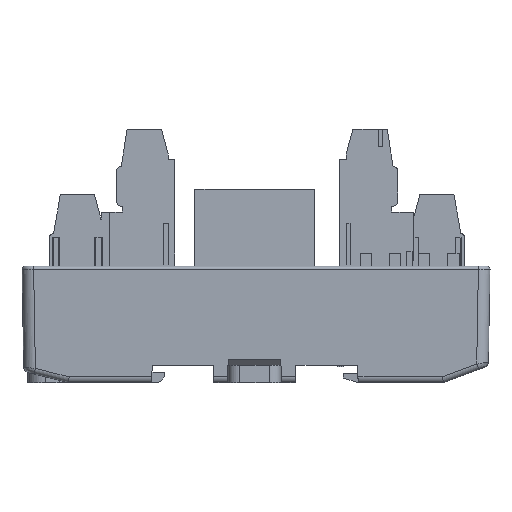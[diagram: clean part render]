
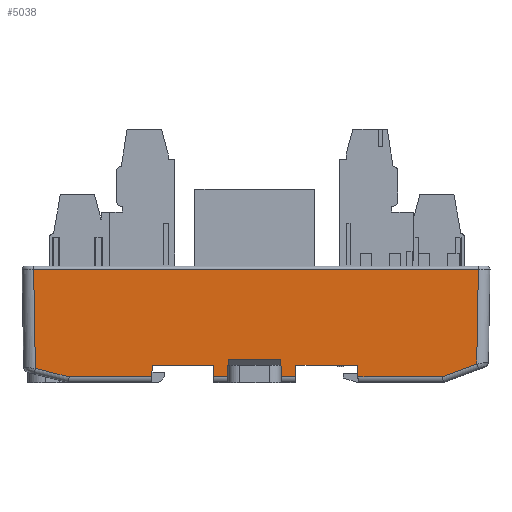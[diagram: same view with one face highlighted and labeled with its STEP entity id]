
A CAD part, left-side view. The second image highlights one B-rep face of the part: STEP entity #5038.
In plain terms, the highlighted planar face has unit normal (-1, 0, -0.018).
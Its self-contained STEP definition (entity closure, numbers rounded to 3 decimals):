
#2818=FACE_OUTER_BOUND('',#10149,.T.);
#5038=ADVANCED_FACE('',(#2818),#7380,.T.);
#7380=PLANE('',#45507);
#10149=EDGE_LOOP('',(#13265,#13266,#13267,#13268,#13269,#13270,#13271,#13272,
#13273,#13274,#13275,#13276,#13277,#13278,#13279,#13280,#13281,#13282));
#13265=ORIENTED_EDGE('',*,*,#29984,.T.);
#13266=ORIENTED_EDGE('',*,*,#29985,.T.);
#13267=ORIENTED_EDGE('',*,*,#29986,.T.);
#13268=ORIENTED_EDGE('',*,*,#29987,.T.);
#13269=ORIENTED_EDGE('',*,*,#29988,.T.);
#13270=ORIENTED_EDGE('',*,*,#29989,.T.);
#13271=ORIENTED_EDGE('',*,*,#29869,.F.);
#13272=ORIENTED_EDGE('',*,*,#29990,.F.);
#13273=ORIENTED_EDGE('',*,*,#29991,.T.);
#13274=ORIENTED_EDGE('',*,*,#29926,.F.);
#13275=ORIENTED_EDGE('',*,*,#29992,.T.);
#13276=ORIENTED_EDGE('',*,*,#29941,.F.);
#13277=ORIENTED_EDGE('',*,*,#29993,.T.);
#13278=ORIENTED_EDGE('',*,*,#29994,.T.);
#13279=ORIENTED_EDGE('',*,*,#29943,.F.);
#13280=ORIENTED_EDGE('',*,*,#29906,.T.);
#13281=ORIENTED_EDGE('',*,*,#29995,.T.);
#13282=ORIENTED_EDGE('',*,*,#29996,.T.);
#25646=VERTEX_POINT('',#60289);
#25653=VERTEX_POINT('',#60302);
#25675=VERTEX_POINT('',#60362);
#25687=VERTEX_POINT('',#60386);
#25705=VERTEX_POINT('',#60427);
#25706=VERTEX_POINT('',#60429);
#25709=VERTEX_POINT('',#60437);
#25720=VERTEX_POINT('',#60458);
#25722=VERTEX_POINT('',#60464);
#25756=VERTEX_POINT('',#60554);
#25757=VERTEX_POINT('',#60555);
#25758=VERTEX_POINT('',#60557);
#25759=VERTEX_POINT('',#60559);
#25760=VERTEX_POINT('',#60561);
#25761=VERTEX_POINT('',#60563);
#25762=VERTEX_POINT('',#60566);
#25763=VERTEX_POINT('',#60570);
#25764=VERTEX_POINT('',#60573);
#29869=EDGE_CURVE('',#25653,#25646,#36178,.T.);
#29906=EDGE_CURVE('',#25675,#25687,#36210,.T.);
#29926=EDGE_CURVE('',#25705,#25706,#36229,.T.);
#29941=EDGE_CURVE('',#25720,#25709,#36241,.T.);
#29943=EDGE_CURVE('',#25675,#25722,#36243,.T.);
#29984=EDGE_CURVE('',#25756,#25757,#36280,.T.);
#29985=EDGE_CURVE('',#25757,#25758,#36281,.T.);
#29986=EDGE_CURVE('',#25758,#25759,#36282,.T.);
#29987=EDGE_CURVE('',#25759,#25760,#36283,.T.);
#29988=EDGE_CURVE('',#25760,#25761,#36284,.T.);
#29989=EDGE_CURVE('',#25761,#25646,#36285,.T.);
#29990=EDGE_CURVE('',#25762,#25653,#36286,.T.);
#29991=EDGE_CURVE('',#25762,#25706,#36287,.T.);
#29992=EDGE_CURVE('',#25705,#25709,#36288,.T.);
#29993=EDGE_CURVE('',#25720,#25763,#36289,.T.);
#29994=EDGE_CURVE('',#25763,#25722,#36290,.T.);
#29995=EDGE_CURVE('',#25687,#25764,#36291,.T.);
#29996=EDGE_CURVE('',#25764,#25756,#36292,.T.);
#36178=LINE('',#60303,#40944);
#36210=LINE('',#60387,#40976);
#36229=LINE('',#60428,#40995);
#36241=LINE('',#60459,#41007);
#36243=LINE('',#60463,#41009);
#36280=LINE('',#60553,#41046);
#36281=LINE('',#60556,#41047);
#36282=LINE('',#60558,#41048);
#36283=LINE('',#60560,#41049);
#36284=LINE('',#60562,#41050);
#36285=LINE('',#60564,#41051);
#36286=LINE('',#60565,#41052);
#36287=LINE('',#60567,#41053);
#36288=LINE('',#60568,#41054);
#36289=LINE('',#60569,#41055);
#36290=LINE('',#60571,#41056);
#36291=LINE('',#60572,#41057);
#36292=LINE('',#60574,#41058);
#40944=VECTOR('',#48951,1.);
#40976=VECTOR('',#49003,1.);
#40995=VECTOR('',#49030,1.);
#41007=VECTOR('',#49050,1.);
#41009=VECTOR('',#49054,1.);
#41046=VECTOR('',#49097,1.);
#41047=VECTOR('',#49098,1.);
#41048=VECTOR('',#49099,1.);
#41049=VECTOR('',#49100,1.);
#41050=VECTOR('',#49101,1.);
#41051=VECTOR('',#49102,1.);
#41052=VECTOR('',#49103,1.);
#41053=VECTOR('',#49104,1.);
#41054=VECTOR('',#49105,1.);
#41055=VECTOR('',#49106,1.);
#41056=VECTOR('',#49107,1.);
#41057=VECTOR('',#49108,1.);
#41058=VECTOR('',#49109,1.);
#45507=AXIS2_PLACEMENT_3D('',#60575,#49110,#49111);
#48951=DIRECTION('',(0.,1.,0.));
#49003=DIRECTION('',(0.017,-0.017,-1.));
#49030=DIRECTION('',(0.017,0.035,-0.999));
#49050=DIRECTION('',(-0.017,0.035,0.999));
#49054=DIRECTION('',(0.,1.,0.));
#49097=DIRECTION('',(-0.017,-0.017,1.));
#49098=DIRECTION('',(0.,1.,0.));
#49099=DIRECTION('',(0.017,-0.017,-1.));
#49100=DIRECTION('',(0.004,-0.97,-0.243));
#49101=DIRECTION('',(0.,-1.,0.));
#49102=DIRECTION('',(-0.017,-0.017,1.));
#49103=DIRECTION('',(-0.017,0.035,0.999));
#49104=DIRECTION('',(0.,-1.,0.));
#49105=DIRECTION('',(0.,-1.,0.));
#49106=DIRECTION('',(0.,-1.,0.));
#49107=DIRECTION('',(-0.017,-0.035,0.999));
#49108=DIRECTION('',(0.,-1.,0.));
#49109=DIRECTION('',(-0.006,-0.936,0.351));
#49110=DIRECTION('',(-1.,0.,-0.017));
#49111=DIRECTION('',(-0.017,0.,1.));
#60289=CARTESIAN_POINT('',(-92.584,218.659,-6.54));
#60302=CARTESIAN_POINT('',(-92.584,208.173,-6.54));
#60303=CARTESIAN_POINT('',(-92.584,200.81,-6.54));
#60362=CARTESIAN_POINT('',(-92.584,183.328,-6.54));
#60386=CARTESIAN_POINT('',(-92.549,183.292,-8.558));
#60387=CARTESIAN_POINT('',(-92.573,183.317,-7.168));
#60427=CARTESIAN_POINT('',(-92.602,205.583,-5.54));
#60428=CARTESIAN_POINT('',(-92.573,205.64,-7.168));
#60429=CARTESIAN_POINT('',(-92.549,205.689,-8.558));
#60437=CARTESIAN_POINT('',(-92.602,196.553,-5.54));
#60458=CARTESIAN_POINT('',(-92.549,196.448,-8.558));
#60459=CARTESIAN_POINT('',(-92.573,196.496,-7.168));
#60463=CARTESIAN_POINT('',(-92.584,200.81,-6.54));
#60464=CARTESIAN_POINT('',(-92.584,193.964,-6.54));
#60553=CARTESIAN_POINT('',(-92.869,162.612,9.796));
#60554=CARTESIAN_POINT('',(-92.588,162.894,-6.349));
#60555=CARTESIAN_POINT('',(-92.872,162.61,9.951));
#60556=CARTESIAN_POINT('',(-92.872,200.81,9.951));
#60557=CARTESIAN_POINT('',(-92.872,239.011,9.951));
#60558=CARTESIAN_POINT('',(-92.566,238.705,-7.584));
#60559=CARTESIAN_POINT('',(-92.574,238.713,-7.103));
#60560=CARTESIAN_POINT('',(-92.437,207.175,-14.988));
#60561=CARTESIAN_POINT('',(-92.549,232.896,-8.558));
#60562=CARTESIAN_POINT('',(-92.549,200.81,-8.558));
#60563=CARTESIAN_POINT('',(-92.549,218.694,-8.558));
#60564=CARTESIAN_POINT('',(-92.886,218.357,10.769));
#60565=CARTESIAN_POINT('',(-92.876,208.757,10.185));
#60566=CARTESIAN_POINT('',(-92.549,208.103,-8.558));
#60567=CARTESIAN_POINT('',(-92.549,200.81,-8.558));
#60568=CARTESIAN_POINT('',(-92.602,196.518,-5.54));
#60569=CARTESIAN_POINT('',(-92.549,200.81,-8.558));
#60570=CARTESIAN_POINT('',(-92.549,194.034,-8.558));
#60571=CARTESIAN_POINT('',(-92.529,194.075,-9.715));
#60572=CARTESIAN_POINT('',(-92.549,200.81,-8.558));
#60573=CARTESIAN_POINT('',(-92.549,168.782,-8.558));
#60574=CARTESIAN_POINT('',(-92.406,190.606,-16.741));
#60575=CARTESIAN_POINT('',(-92.881,200.81,10.463));
